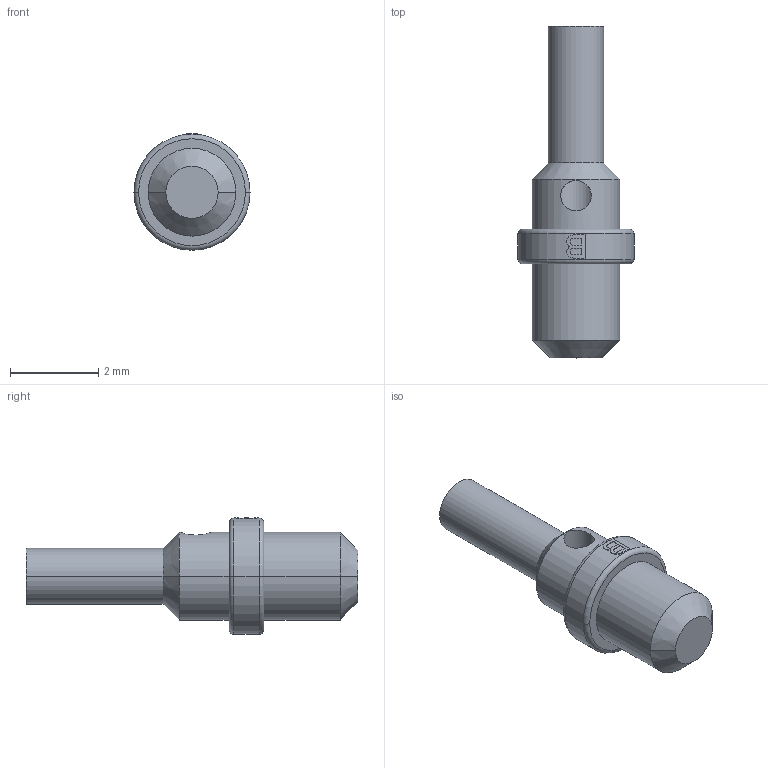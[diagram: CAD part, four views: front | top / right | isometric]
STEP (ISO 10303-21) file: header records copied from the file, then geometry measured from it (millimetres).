
FILE_DESCRIPTION((''),'2;1');
FILE_NAME('00110420202','2019-09-05T',('presta_be4'),(''),'PRO/ENGINEER BY PARAMETRIC TECHNOLOGY CORPORATION, 2014310','PRO/ENGINEER BY PARAMETRIC TECHNOLOGY CORPORATION, 2014310','');
FILE_SCHEMA(('CONFIG_CONTROL_DESIGN'));
Length unit declared in the file: millimetre
Products named in the file (1): 00110420202
Bounding box: 2.63 x 7.52 x 2.64 mm (x, y, z)
Volume: 15.3 mm3; surface area: 62 mm2
Topology: 1 solids, 1 shells, 70 faces, 175 edges, 111 vertices
Faces by surface type: plane 43, cylinder 15, cone 8, torus 4
Entity records: 2263 total; most frequent: CARTESIAN_POINT 630, ORIENTED_EDGE 346, DIRECTION 301, EDGE_CURVE 173, AXIS2_PLACEMENT_3D 114, VERTEX_POINT 111, EDGE_LOOP 78, VECTOR 73
